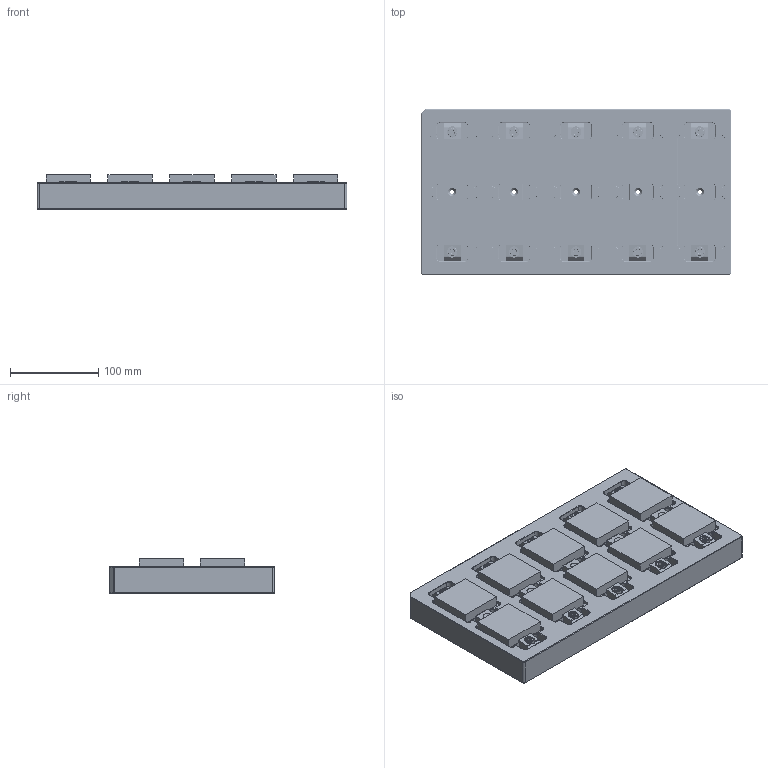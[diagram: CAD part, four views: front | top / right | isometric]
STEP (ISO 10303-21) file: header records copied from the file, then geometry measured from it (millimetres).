
FILE_DESCRIPTION(/* description */ (''),/* implementation_level */ '2;1');
FILE_NAME(/* name */ 'CAM_ASSEMBLY v8.step',/* time_stamp */ '2021-06-11T15:03:41+10:00',/* author */ (''),/* organization */ (''),/* preprocessor_version */ 'ST-DEVELOPER v18.1',/* originating_system */ 'Autodesk Translation Framework v10.9.0.1377',/* authorisation */ '');
FILE_SCHEMA (('AUTOMOTIVE_DESIGN { 1 0 10303 214 3 1 1 }'));
Length unit declared in the file: millimetre
Products named in the file (18): CAM_ASSEMBLY; fixture; fixturePlate; MiteeBite-56060; MiteeBite-56060_1; MiteeBite-56060_2; MiteeBite-56060_3; MiteeBite-56060_4; MiteeBite-56060_5; MiteeBite-56060_6; MiteeBite-56060_7; MiteeBite-56060_8; MiteeBite-33075; MiteeBite-56060_9; SW3dPS-56060_oring; SW3dPS-56060_26060; 91290A321_BLACK-OXIDE CLASS 12; stock
Assembly tree (57 placements, depth 4):
  CAM_ASSEMBLY
    fixture
      fixturePlate
      MiteeBite-33075  x5
      MiteeBite-56060
        SW3dPS-56060_oring
        SW3dPS-56060_26060
        91290A321_BLACK-OXIDE CLASS 12
      MiteeBite-56060_1
        SW3dPS-56060_oring
        SW3dPS-56060_26060
        91290A321_BLACK-OXIDE CLASS 12
      MiteeBite-56060_2
        SW3dPS-56060_oring
        SW3dPS-56060_26060
        91290A321_BLACK-OXIDE CLASS 12
      MiteeBite-56060_3
        SW3dPS-56060_oring
        SW3dPS-56060_26060
        91290A321_BLACK-OXIDE CLASS 12
      MiteeBite-56060_4
        SW3dPS-56060_oring
        SW3dPS-56060_26060
        91290A321_BLACK-OXIDE CLASS 12
      MiteeBite-56060_5
        SW3dPS-56060_oring
        SW3dPS-56060_26060
        91290A321_BLACK-OXIDE CLASS 12
      MiteeBite-56060_6
        SW3dPS-56060_oring
        SW3dPS-56060_26060
        91290A321_BLACK-OXIDE CLASS 12
      MiteeBite-56060_7
        SW3dPS-56060_oring
        SW3dPS-56060_26060
        91290A321_BLACK-OXIDE CLASS 12
      MiteeBite-56060_8
        SW3dPS-56060_oring
        SW3dPS-56060_26060
        91290A321_BLACK-OXIDE CLASS 12
      MiteeBite-56060_9
        SW3dPS-56060_oring
        SW3dPS-56060_26060
        91290A321_BLACK-OXIDE CLASS 12
      stock  x8
    stock  x2
Bounding box: 350 x 187.15 x 39 mm (x, y, z)
Volume: 2122150.2 mm3; surface area: 288653.5 mm2
Topology: 46 solids, 46 shells, 1822 faces, 4555 edges, 2830 vertices
Faces by surface type: plane 832, cylinder 655, cone 305, bspline 20, torus 10
Full cylindrical faces by diameter (mm): 4.234 x5, 4.701 x140, 4.902 x5, 5.035 x10, 6 x150, 10 x10
Entity records: 27437 total; most frequent: CARTESIAN_POINT 7262, DIRECTION 4309, ORIENTED_EDGE 4006, EDGE_CURVE 2003, AXIS2_PLACEMENT_3D 1500, LINE 1309, VECTOR 1309, VERTEX_POINT 1211
